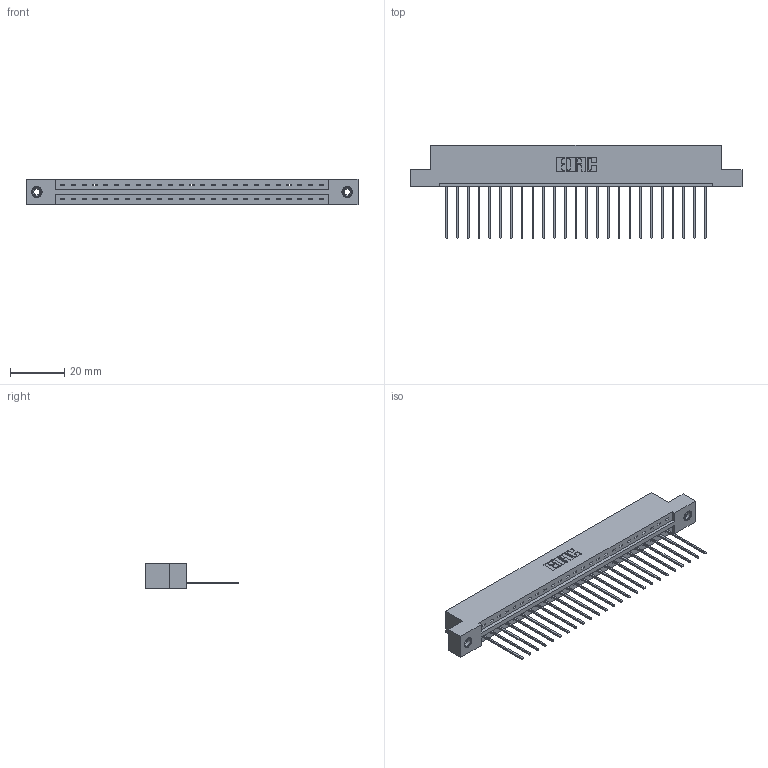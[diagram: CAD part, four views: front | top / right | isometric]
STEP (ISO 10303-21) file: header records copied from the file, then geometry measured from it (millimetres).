
FILE_DESCRIPTION (( 'STEP AP203' ), '1' );
FILE_NAME ('337-025-541-108.STEP', '2018-08-06T03:06:06', ( '' ), ( '' ), 'SwSTEP 2.0', 'SolidWorks 2016', '' );
FILE_SCHEMA (( 'CONFIG_CONTROL_DESIGN' ));
Length unit declared in the file: inch
Products named in the file (4): 337-025-541-108; 337 Part_Flush Mounting Lugs - 0.156 Dia-TI; 345-292-001_345-293-141; 345-250-001_345-250-003-102
Assembly tree (28 placements, depth 2):
  337-025-541-108
    337 Part_Flush Mounting Lugs - 0.156 Dia-TI
    345-292-001_345-293-141  x25
    345-250-001_345-250-003-102  x2
Bounding box: 122.07 x 34.3 x 9.4 mm (x, y, z)
Volume: 12550.6 mm3; surface area: 13412 mm2
Topology: 28 solids, 28 shells, 1724 faces, 5147 edges, 3390 vertices
Faces by surface type: plane 1252, cylinder 456, cone 12, torus 4
Entity records: 21986 total; most frequent: CARTESIAN_POINT 3808, ORIENTED_EDGE 3762, DIRECTION 3273, EDGE_CURVE 1881, VECTOR 1733, LINE 1733, VERTEX_POINT 1248, AXIS2_PLACEMENT_3D 770
